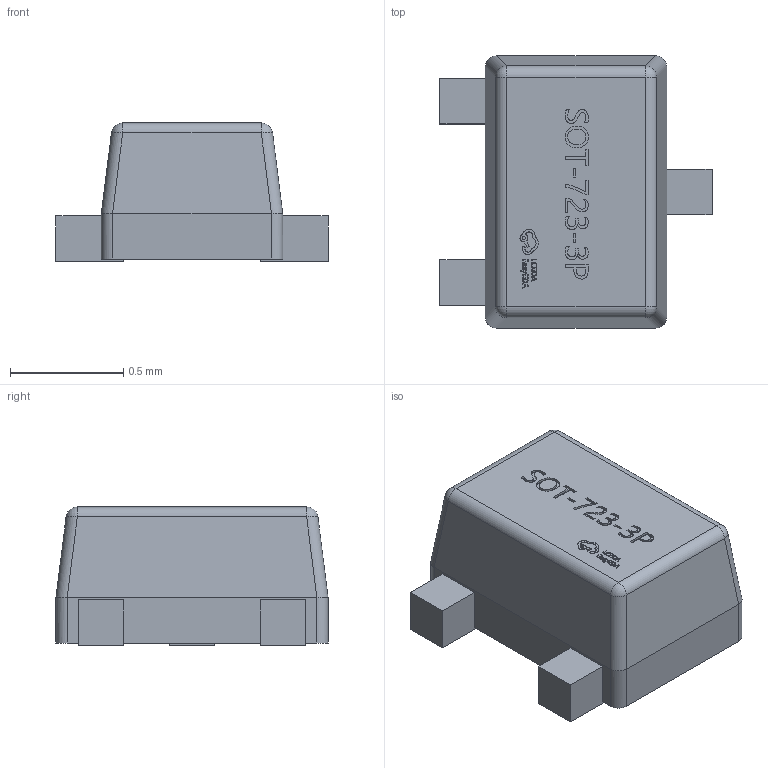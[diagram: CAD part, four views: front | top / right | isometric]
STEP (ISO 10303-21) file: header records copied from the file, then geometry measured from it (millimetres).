
FILE_DESCRIPTION (( 'STEP AP214' ), '1' );
FILE_NAME ('SOT-723-3P_L1.2-W0.8-H0.6-LS1.2-P0.40.step', '2022-07-26T11:16:13', ( '' ), ( '' ), 'SwSTEP 2.0', 'SolidWorks 2020', '' );
FILE_SCHEMA (( 'AUTOMOTIVE_DESIGN' ));
Length unit declared in the file: millimetre
Products named in the file (1): SOT-723-3P_L1.2-W0.8-H0.6-LS1.2-P0.40
Bounding box: 1.2 x 1.2 x 0.61 mm (x, y, z)
Volume: 0.6 mm3; surface area: 4.5 mm2
Topology: 14 solids, 14 shells, 452 faces, 1203 edges, 798 vertices
Faces by surface type: plane 266, bspline 170, cylinder 12, sphere 4
Entity records: 22761 total; most frequent: CARTESIAN_POINT 8380, ORIENTED_EDGE 2406, DIRECTION 1429, EDGE_CURVE 1203, VECTOR 831, LINE 831, VERTEX_POINT 798, EDGE_LOOP 483
